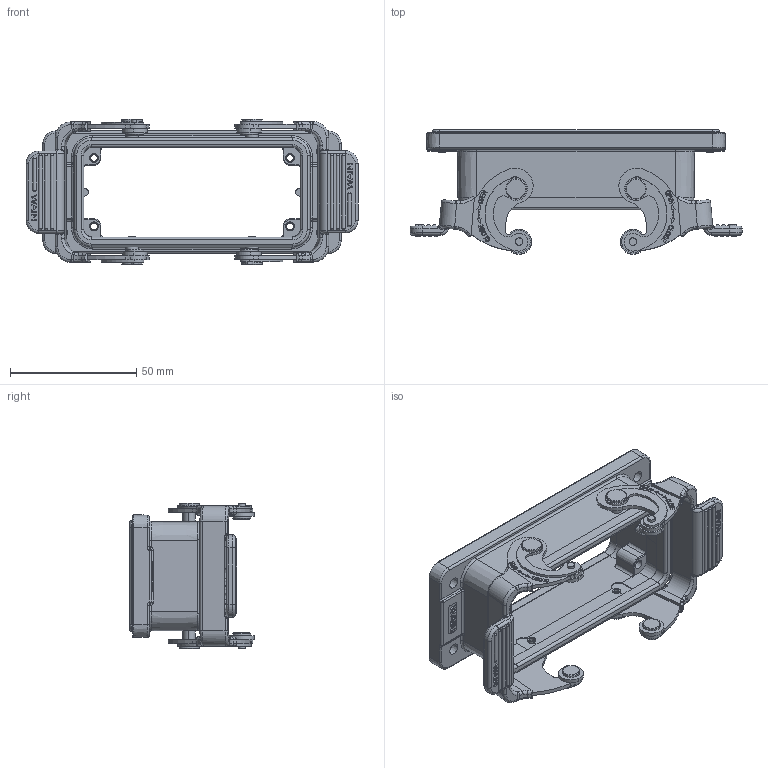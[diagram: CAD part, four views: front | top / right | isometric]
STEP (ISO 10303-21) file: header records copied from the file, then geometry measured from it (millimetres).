
FILE_DESCRIPTION((''),'2;1');
FILE_NAME('BREP_WITH_VOIDS_72351','2018-12-28T',('sy.ji'),(''),'PRO/ENGINEER BY PARAMETRIC TECHNOLOGY CORPORATION, 2014310','PRO/ENGINEER BY PARAMETRIC TECHNOLOGY CORPORATION, 2014310','');
FILE_SCHEMA(('CONFIG_CONTROL_DESIGN'));
Products named in the file (1): BREP_WITH_VOIDS_72351
Bounding box: 131.3 x 49.15 x 57.5 mm (x, y, z)
Volume: 55523.2 mm3; surface area: 42668.4 mm2
Topology: 5 solids, 14 shells, 1985 faces, 5463 edges, 3574 vertices
Faces by surface type: plane 910, cylinder 502, extrusion 155, torus 132, cone 126, bspline 84, sphere 76
Entity records: 74111 total; most frequent: CARTESIAN_POINT 18853, ORIENTED_EDGE 10818, DIRECTION 9916, EDGE_CURVE 5409, VERTEX_POINT 3574, AXIS2_PLACEMENT_3D 3432, VECTOR 3052, LINE 2897
